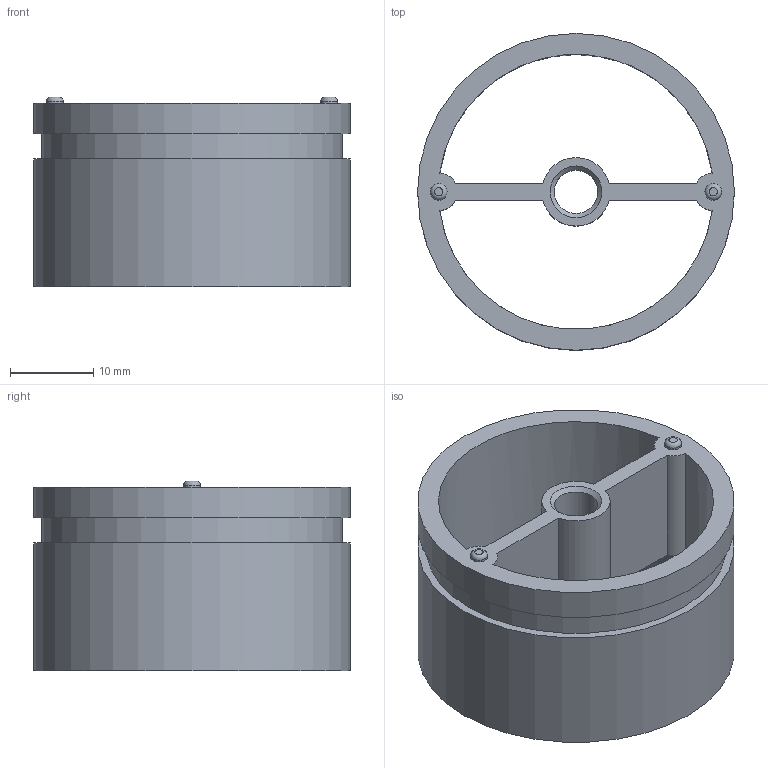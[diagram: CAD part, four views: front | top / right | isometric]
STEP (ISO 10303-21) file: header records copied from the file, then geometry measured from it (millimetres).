
FILE_DESCRIPTION(('STEP AP214'),'1');
FILE_NAME('50605-240_Cosch_Edelstahltechnik.stp','2018-11-17T17:18:15',(' '),(' '),'Spatial InterOp 3D',' ',' ');
FILE_SCHEMA(('AUTOMOTIVE_DESIGN { 1 0 10303 214 1 1 1 1 }'));
Length unit declared in the file: metre
Products named in the file (2): 1541619981; 1
Bounding box: 38 x 38 x 22.75 mm (x, y, z)
Volume: 7094.7 mm3; surface area: 7023.5 mm2
Topology: 1 solids, 1 shells, 28 faces, 70 edges, 49 vertices
Faces by surface type: cylinder 13, plane 11, torus 2, cone 2
Full cylindrical faces by diameter (mm): 2 x2, 5.2 x1, 33 x1, 36.087 x1, 38 x2
Entity records: 1067 total; most frequent: DIRECTION 152, CARTESIAN_POINT 128, ORIENTED_EDGE 106, AXIS2_PLACEMENT_3D 65, EDGE_CURVE 53, EDGE_LOOP 48, VERTEX_POINT 41, FACE_OUTER_BOUND 37
